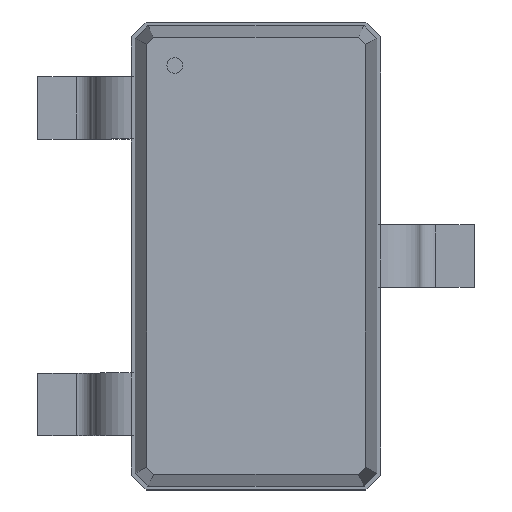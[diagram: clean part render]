
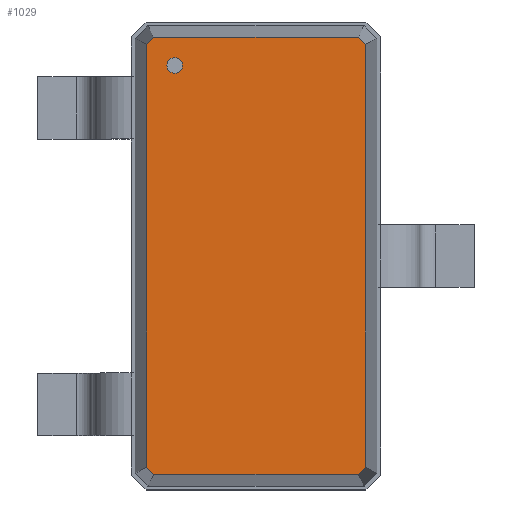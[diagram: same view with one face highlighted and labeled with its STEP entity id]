
A CAD part, top view. The second image highlights one B-rep face of the part: STEP entity #1029.
In plain terms, the highlighted planar face has unit normal (0, 0, 1).
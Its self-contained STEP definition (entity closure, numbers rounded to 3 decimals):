
#13=DIRECTION('',(0.,0.,1.));
#27=VECTOR('',#28,1.);
#28=DIRECTION('',(1.,0.,0.));
#51=VECTOR('',#52,1.);
#52=DIRECTION('',(0.707,-0.707,0.));
#58=VECTOR('',#59,1.);
#59=DIRECTION('',(0.,-1.,0.));
#65=VECTOR('',#66,1.);
#66=DIRECTION('',(-0.707,-0.707,0.));
#72=VECTOR('',#73,1.);
#73=DIRECTION('',(-1.,0.,0.));
#79=VECTOR('',#80,1.);
#80=DIRECTION('',(-0.707,0.707,0.));
#86=VECTOR('',#87,1.);
#87=DIRECTION('',(0.,1.,0.));
#91=VECTOR('',#92,1.);
#92=DIRECTION('',(0.707,0.707,0.));
#543=VERTEX_POINT('',#544);
#544=CARTESIAN_POINT('',(-0.701,1.356,1.3));
#546=ORIENTED_EDGE('',*,*,#547,.F.);
#547=EDGE_CURVE('',#548,#543,#550,.T.);
#548=VERTEX_POINT('',#549);
#549=CARTESIAN_POINT('',(-0.701,-1.356,1.3));
#550=LINE('',#549,#86);
#561=VERTEX_POINT('',#562);
#562=CARTESIAN_POINT('',(-0.656,1.401,1.3));
#564=ORIENTED_EDGE('',*,*,#565,.F.);
#565=EDGE_CURVE('',#543,#561,#566,.T.);
#566=LINE('',#544,#91);
#575=VERTEX_POINT('',#576);
#576=CARTESIAN_POINT('',(0.656,1.401,1.3));
#578=ORIENTED_EDGE('',*,*,#579,.F.);
#579=EDGE_CURVE('',#561,#575,#580,.T.);
#580=LINE('',#562,#27);
#589=VERTEX_POINT('',#590);
#590=CARTESIAN_POINT('',(0.701,1.356,1.3));
#592=ORIENTED_EDGE('',*,*,#593,.F.);
#593=EDGE_CURVE('',#575,#589,#594,.T.);
#594=LINE('',#576,#51);
#611=VERTEX_POINT('',#612);
#612=CARTESIAN_POINT('',(0.701,-1.356,1.3));
#614=ORIENTED_EDGE('',*,*,#615,.F.);
#615=EDGE_CURVE('',#589,#611,#616,.T.);
#616=LINE('',#590,#58);
#1029=ADVANCED_FACE('',(#1030,#1045),#1055,.T.);
#1030=FACE_BOUND('',#1031,.T.);
#1031=EDGE_LOOP('',(#578,#564,#546,#1032,#1037,#1042,#614,#592));
#1032=ORIENTED_EDGE('',*,*,#1033,.F.);
#1033=EDGE_CURVE('',#1034,#548,#1036,.T.);
#1034=VERTEX_POINT('',#1035);
#1035=CARTESIAN_POINT('',(-0.656,-1.401,1.3));
#1036=LINE('',#1035,#79);
#1037=ORIENTED_EDGE('',*,*,#1038,.F.);
#1038=EDGE_CURVE('',#1039,#1034,#1041,.T.);
#1039=VERTEX_POINT('',#1040);
#1040=CARTESIAN_POINT('',(0.656,-1.401,1.3));
#1041=LINE('',#1040,#72);
#1042=ORIENTED_EDGE('',*,*,#1043,.F.);
#1043=EDGE_CURVE('',#611,#1039,#1044,.T.);
#1044=LINE('',#612,#65);
#1045=FACE_BOUND('',#1046,.T.);
#1046=EDGE_LOOP('',(#1047));
#1047=ORIENTED_EDGE('',*,*,#1048,.T.);
#1048=EDGE_CURVE('',#1049,#1049,#1051,.T.);
#1049=VERTEX_POINT('',#1050);
#1050=CARTESIAN_POINT('',(-0.521,1.171,1.3));
#1051=CIRCLE('',#1052,0.05);
#1052=AXIS2_PLACEMENT_3D('',#1053,#1054,#59);
#1053=CARTESIAN_POINT('',(-0.521,1.221,1.3));
#1054=DIRECTION('',(0.,-0.,-1.));
#1055=PLANE('',#1056);
#1056=AXIS2_PLACEMENT_3D('',#562,#13,#1057);
#1057=DIRECTION('',(0.424,-0.906,0.));
